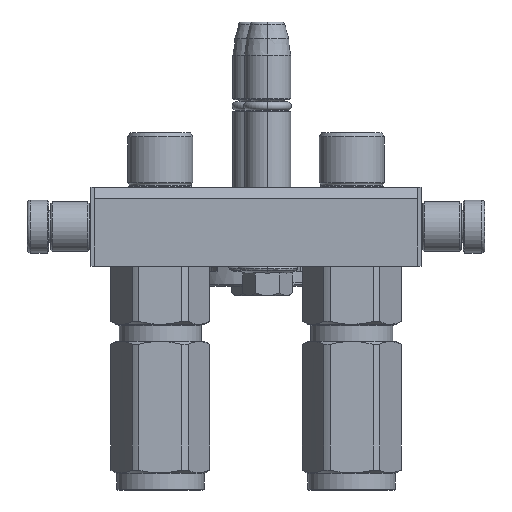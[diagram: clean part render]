
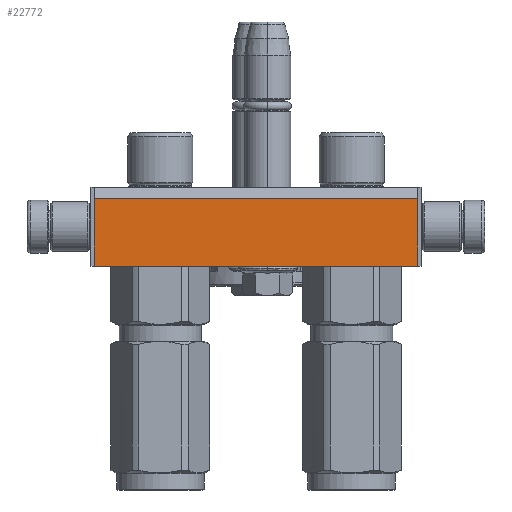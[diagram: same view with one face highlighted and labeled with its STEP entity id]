
A CAD part, left-side view. The second image highlights one B-rep face of the part: STEP entity #22772.
In plain terms, the highlighted face is planar.
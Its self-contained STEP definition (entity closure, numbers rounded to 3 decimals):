
#2961 = ORIENTED_EDGE ( 'NONE', *, *, #8080, .T. ) ;
#3149 = CARTESIAN_POINT ( 'NONE',  ( -20., 3.464, 24. ) ) ;
#8080 = EDGE_CURVE ( 'NONE', #59473, #13992, #22376, .T. ) ;
#8233 = ORIENTED_EDGE ( 'NONE', *, *, #41106, .F. ) ;
#8866 = CARTESIAN_POINT ( 'NONE',  ( -20., 3.464, 24. ) ) ;
#10499 = CARTESIAN_POINT ( 'NONE',  ( 78., 24., 24. ) ) ;
#11924 = VECTOR ( 'NONE', #42752, 1000. ) ;
#12759 = FACE_OUTER_BOUND ( 'NONE', #54981, .T. ) ;
#13992 = VERTEX_POINT ( 'NONE', #26558 ) ;
#16689 = DIRECTION ( 'NONE',  ( 0., 1., 0. ) ) ;
#16888 = EDGE_CURVE ( 'NONE', #13992, #46644, #51864, .T. ) ;
#18295 = ORIENTED_EDGE ( 'NONE', *, *, #45397, .F. ) ;
#18724 = VECTOR ( 'NONE', #54246, 1000. ) ;
#22376 = LINE ( 'NONE', #3149, #18724 ) ;
#22772 = ADVANCED_FACE ( 'NONE', ( #12759 ), #48090, .T. ) ;
#23358 = VECTOR ( 'NONE', #50517, 1000. ) ;
#24124 = CARTESIAN_POINT ( 'NONE',  ( -20., 3.464, 24. ) ) ;
#26558 = CARTESIAN_POINT ( 'NONE',  ( 78., 3.464, 24. ) ) ;
#30276 = CARTESIAN_POINT ( 'NONE',  ( -21., 0., 24. ) ) ;
#32314 = LINE ( 'NONE', #24124, #11924 ) ;
#39016 = AXIS2_PLACEMENT_3D ( 'NONE', #30276, #53139, #57803 ) ;
#39559 = VECTOR ( 'NONE', #16689, 1000. ) ;
#41106 = EDGE_CURVE ( 'NONE', #52320, #46644, #58173, .T. ) ;
#42752 = DIRECTION ( 'NONE',  ( 0., 1., 0. ) ) ;
#42973 = ORIENTED_EDGE ( 'NONE', *, *, #16888, .T. ) ;
#44351 = CARTESIAN_POINT ( 'NONE',  ( 78., 3.464, 24. ) ) ;
#45152 = CARTESIAN_POINT ( 'NONE',  ( -20., 24., 24. ) ) ;
#45397 = EDGE_CURVE ( 'NONE', #59473, #52320, #32314, .T. ) ;
#46644 = VERTEX_POINT ( 'NONE', #10499 ) ;
#48090 = PLANE ( 'NONE',  #39016 ) ;
#50517 = DIRECTION ( 'NONE',  ( 1., 0., 0. ) ) ;
#51864 = LINE ( 'NONE', #44351, #39559 ) ;
#52320 = VERTEX_POINT ( 'NONE', #45152 ) ;
#53139 = DIRECTION ( 'NONE',  ( 0., 0., 1. ) ) ;
#54246 = DIRECTION ( 'NONE',  ( 1., 0., 0. ) ) ;
#54981 = EDGE_LOOP ( 'NONE', ( #8233, #18295, #2961, #42973 ) ) ;
#57803 = DIRECTION ( 'NONE',  ( 1., 0., 0. ) ) ;
#58173 = LINE ( 'NONE', #59808, #23358 ) ;
#59473 = VERTEX_POINT ( 'NONE', #8866 ) ;
#59808 = CARTESIAN_POINT ( 'NONE',  ( -20., 24., 24. ) ) ;
